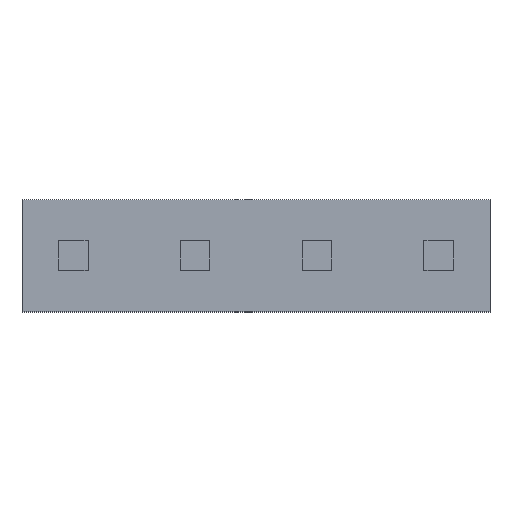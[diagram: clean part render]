
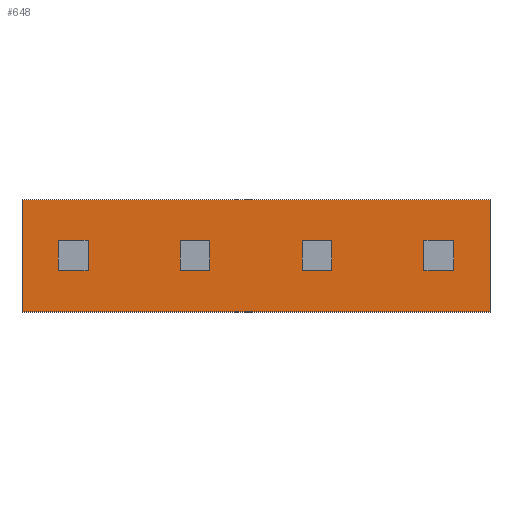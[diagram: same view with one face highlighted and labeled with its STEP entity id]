
A CAD part, top view. The second image highlights one B-rep face of the part: STEP entity #648.
In plain terms, the highlighted planar face has unit normal (0, 0, 1).
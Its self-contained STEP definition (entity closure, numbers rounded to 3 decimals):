
#2=DIRECTION('',(0.,-1.,0.));
#3=VECTOR('',#2,2.337);
#4=CARTESIAN_POINT('',(-4.877,1.168,0.));
#5=LINE('',#4,#3);
#18=DIRECTION('',(1.,0.,0.));
#19=VECTOR('',#18,9.754);
#20=CARTESIAN_POINT('',(-4.877,1.168,0.));
#21=LINE('',#20,#19);
#22=DIRECTION('',(0.,1.,0.));
#23=VECTOR('',#22,0.622);
#24=CARTESIAN_POINT('',(-4.121,-0.311,0.));
#25=LINE('',#24,#23);
#26=DIRECTION('',(1.,0.,0.));
#27=VECTOR('',#26,0.622);
#28=CARTESIAN_POINT('',(-4.121,-0.311,0.));
#29=LINE('',#28,#27);
#30=DIRECTION('',(0.,1.,0.));
#31=VECTOR('',#30,0.622);
#32=CARTESIAN_POINT('',(-3.499,-0.311,0.));
#33=LINE('',#32,#31);
#34=DIRECTION('',(1.,0.,0.));
#35=VECTOR('',#34,0.622);
#36=CARTESIAN_POINT('',(-4.121,0.311,0.));
#37=LINE('',#36,#35);
#38=DIRECTION('',(0.,1.,0.));
#39=VECTOR('',#38,0.622);
#40=CARTESIAN_POINT('',(-1.581,-0.311,0.));
#41=LINE('',#40,#39);
#42=DIRECTION('',(1.,0.,0.));
#43=VECTOR('',#42,0.622);
#44=CARTESIAN_POINT('',(-1.581,-0.311,0.));
#45=LINE('',#44,#43);
#46=DIRECTION('',(0.,1.,0.));
#47=VECTOR('',#46,0.622);
#48=CARTESIAN_POINT('',(-0.959,-0.311,0.));
#49=LINE('',#48,#47);
#50=DIRECTION('',(1.,0.,0.));
#51=VECTOR('',#50,0.622);
#52=CARTESIAN_POINT('',(-1.581,0.311,0.));
#53=LINE('',#52,#51);
#54=DIRECTION('',(0.,1.,0.));
#55=VECTOR('',#54,0.622);
#56=CARTESIAN_POINT('',(0.959,-0.311,0.));
#57=LINE('',#56,#55);
#58=DIRECTION('',(1.,0.,0.));
#59=VECTOR('',#58,0.622);
#60=CARTESIAN_POINT('',(0.959,-0.311,0.));
#61=LINE('',#60,#59);
#62=DIRECTION('',(0.,1.,0.));
#63=VECTOR('',#62,0.622);
#64=CARTESIAN_POINT('',(1.581,-0.311,0.));
#65=LINE('',#64,#63);
#66=DIRECTION('',(1.,0.,0.));
#67=VECTOR('',#66,0.622);
#68=CARTESIAN_POINT('',(0.959,0.311,0.));
#69=LINE('',#68,#67);
#70=DIRECTION('',(0.,1.,0.));
#71=VECTOR('',#70,0.622);
#72=CARTESIAN_POINT('',(3.499,-0.311,0.));
#73=LINE('',#72,#71);
#74=DIRECTION('',(1.,0.,0.));
#75=VECTOR('',#74,0.622);
#76=CARTESIAN_POINT('',(3.499,-0.311,0.));
#77=LINE('',#76,#75);
#78=DIRECTION('',(0.,1.,0.));
#79=VECTOR('',#78,0.622);
#80=CARTESIAN_POINT('',(4.121,-0.311,0.));
#81=LINE('',#80,#79);
#82=DIRECTION('',(1.,0.,0.));
#83=VECTOR('',#82,0.622);
#84=CARTESIAN_POINT('',(3.499,0.311,0.));
#85=LINE('',#84,#83);
#158=DIRECTION('',(1.,0.,0.));
#159=VECTOR('',#158,9.754);
#160=CARTESIAN_POINT('',(-4.877,-1.168,0.));
#161=LINE('',#160,#159);
#162=DIRECTION('',(0.,-1.,0.));
#163=VECTOR('',#162,2.337);
#164=CARTESIAN_POINT('',(4.877,1.168,0.));
#165=LINE('',#164,#163);
#434=CARTESIAN_POINT('',(-4.877,1.168,0.));
#435=CARTESIAN_POINT('',(-4.877,-1.168,0.));
#436=VERTEX_POINT('',#434);
#437=VERTEX_POINT('',#435);
#442=CARTESIAN_POINT('',(4.877,1.168,0.));
#443=CARTESIAN_POINT('',(4.877,-1.168,0.));
#444=VERTEX_POINT('',#442);
#445=VERTEX_POINT('',#443);
#458=CARTESIAN_POINT('',(-4.121,-0.311,0.));
#459=CARTESIAN_POINT('',(-4.121,0.311,0.));
#460=VERTEX_POINT('',#458);
#461=VERTEX_POINT('',#459);
#462=CARTESIAN_POINT('',(-3.499,-0.311,0.));
#463=CARTESIAN_POINT('',(-3.499,0.311,0.));
#464=VERTEX_POINT('',#462);
#465=VERTEX_POINT('',#463);
#482=CARTESIAN_POINT('',(-1.581,-0.311,0.));
#483=CARTESIAN_POINT('',(-1.581,0.311,0.));
#484=VERTEX_POINT('',#482);
#485=VERTEX_POINT('',#483);
#486=CARTESIAN_POINT('',(-0.959,-0.311,0.));
#487=CARTESIAN_POINT('',(-0.959,0.311,0.));
#488=VERTEX_POINT('',#486);
#489=VERTEX_POINT('',#487);
#506=CARTESIAN_POINT('',(0.959,-0.311,0.));
#507=CARTESIAN_POINT('',(0.959,0.311,0.));
#508=VERTEX_POINT('',#506);
#509=VERTEX_POINT('',#507);
#510=CARTESIAN_POINT('',(1.581,-0.311,0.));
#511=CARTESIAN_POINT('',(1.581,0.311,0.));
#512=VERTEX_POINT('',#510);
#513=VERTEX_POINT('',#511);
#530=CARTESIAN_POINT('',(3.499,-0.311,0.));
#531=CARTESIAN_POINT('',(3.499,0.311,0.));
#532=VERTEX_POINT('',#530);
#533=VERTEX_POINT('',#531);
#534=CARTESIAN_POINT('',(4.121,-0.311,0.));
#535=CARTESIAN_POINT('',(4.121,0.311,0.));
#536=VERTEX_POINT('',#534);
#537=VERTEX_POINT('',#535);
#594=CARTESIAN_POINT('',(-4.877,1.168,0.));
#595=DIRECTION('',(0.,0.,1.));
#596=DIRECTION('',(0.,-1.,0.));
#597=AXIS2_PLACEMENT_3D('',#594,#595,#596);
#598=PLANE('',#597);
#599=ORIENTED_EDGE('',*,*,#583,.F.);
#601=ORIENTED_EDGE('',*,*,#600,.T.);
#603=ORIENTED_EDGE('',*,*,#602,.T.);
#605=ORIENTED_EDGE('',*,*,#604,.F.);
#606=EDGE_LOOP('',(#599,#601,#603,#605));
#607=FACE_OUTER_BOUND('',#606,.F.);
#609=ORIENTED_EDGE('',*,*,#608,.F.);
#611=ORIENTED_EDGE('',*,*,#610,.T.);
#613=ORIENTED_EDGE('',*,*,#612,.T.);
#615=ORIENTED_EDGE('',*,*,#614,.F.);
#616=EDGE_LOOP('',(#609,#611,#613,#615));
#617=FACE_BOUND('',#616,.F.);
#619=ORIENTED_EDGE('',*,*,#618,.F.);
#621=ORIENTED_EDGE('',*,*,#620,.T.);
#623=ORIENTED_EDGE('',*,*,#622,.T.);
#625=ORIENTED_EDGE('',*,*,#624,.F.);
#626=EDGE_LOOP('',(#619,#621,#623,#625));
#627=FACE_BOUND('',#626,.F.);
#629=ORIENTED_EDGE('',*,*,#628,.F.);
#631=ORIENTED_EDGE('',*,*,#630,.T.);
#633=ORIENTED_EDGE('',*,*,#632,.T.);
#635=ORIENTED_EDGE('',*,*,#634,.F.);
#636=EDGE_LOOP('',(#629,#631,#633,#635));
#637=FACE_BOUND('',#636,.F.);
#639=ORIENTED_EDGE('',*,*,#638,.F.);
#641=ORIENTED_EDGE('',*,*,#640,.T.);
#643=ORIENTED_EDGE('',*,*,#642,.T.);
#645=ORIENTED_EDGE('',*,*,#644,.F.);
#646=EDGE_LOOP('',(#639,#641,#643,#645));
#647=FACE_BOUND('',#646,.F.);
#583=EDGE_CURVE('',#436,#437,#5,.T.);
#600=EDGE_CURVE('',#436,#444,#21,.T.);
#602=EDGE_CURVE('',#444,#445,#165,.T.);
#604=EDGE_CURVE('',#437,#445,#161,.T.);
#608=EDGE_CURVE('',#460,#461,#25,.T.);
#610=EDGE_CURVE('',#460,#464,#29,.T.);
#612=EDGE_CURVE('',#464,#465,#33,.T.);
#614=EDGE_CURVE('',#461,#465,#37,.T.);
#618=EDGE_CURVE('',#484,#485,#41,.T.);
#620=EDGE_CURVE('',#484,#488,#45,.T.);
#622=EDGE_CURVE('',#488,#489,#49,.T.);
#624=EDGE_CURVE('',#485,#489,#53,.T.);
#628=EDGE_CURVE('',#508,#509,#57,.T.);
#630=EDGE_CURVE('',#508,#512,#61,.T.);
#632=EDGE_CURVE('',#512,#513,#65,.T.);
#634=EDGE_CURVE('',#509,#513,#69,.T.);
#638=EDGE_CURVE('',#532,#533,#73,.T.);
#640=EDGE_CURVE('',#532,#536,#77,.T.);
#642=EDGE_CURVE('',#536,#537,#81,.T.);
#644=EDGE_CURVE('',#533,#537,#85,.T.);
#648=ADVANCED_FACE('',(#607,#617,#627,#637,#647),#598,.T.);
